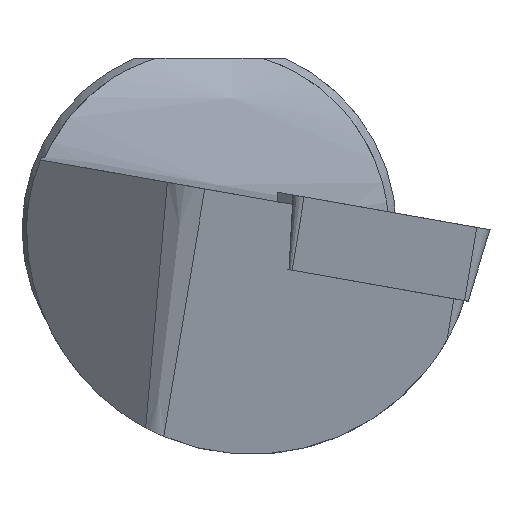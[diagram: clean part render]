
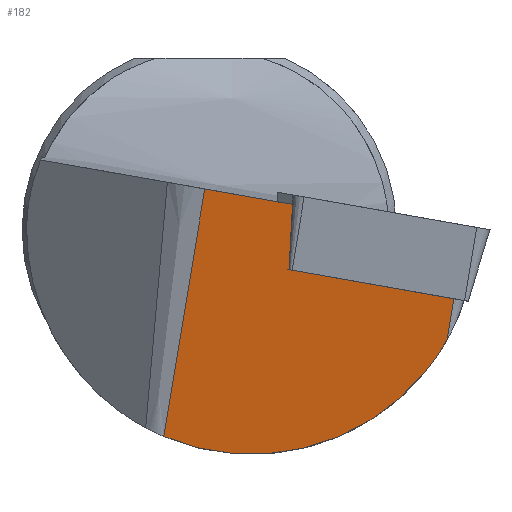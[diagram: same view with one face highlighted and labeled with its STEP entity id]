
A CAD part, left-side view. The second image highlights one B-rep face of the part: STEP entity #182.
In plain terms, the highlighted planar face has unit normal (-0.989, 0.105, -0.105).
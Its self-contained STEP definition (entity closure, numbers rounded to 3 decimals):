
#59=ELLIPSE('',#705,7.281,7.2);
#161=PLANE('',#706);
#182=ADVANCED_FACE('',(#224),#161,.T.);
#224=FACE_OUTER_BOUND('',#256,.T.);
#256=EDGE_LOOP('',(#416,#417,#418,#419,#420,#421));
#299=LINE('',#970,#340);
#300=LINE('',#973,#341);
#301=LINE('',#975,#342);
#302=LINE('',#979,#343);
#303=LINE('',#981,#344);
#340=VECTOR('',#803,1.);
#341=VECTOR('',#804,1.);
#342=VECTOR('',#805,1.);
#343=VECTOR('',#808,1.);
#344=VECTOR('',#809,1.);
#416=ORIENTED_EDGE('',*,*,#613,.F.);
#417=ORIENTED_EDGE('',*,*,#614,.F.);
#418=ORIENTED_EDGE('',*,*,#615,.T.);
#419=ORIENTED_EDGE('',*,*,#616,.T.);
#420=ORIENTED_EDGE('',*,*,#617,.F.);
#421=ORIENTED_EDGE('',*,*,#618,.F.);
#550=VERTEX_POINT('',#971);
#551=VERTEX_POINT('',#972);
#552=VERTEX_POINT('',#974);
#553=VERTEX_POINT('',#976);
#554=VERTEX_POINT('',#978);
#555=VERTEX_POINT('',#980);
#613=EDGE_CURVE('',#550,#551,#299,.T.);
#614=EDGE_CURVE('',#552,#550,#300,.T.);
#615=EDGE_CURVE('',#552,#553,#301,.T.);
#616=EDGE_CURVE('',#553,#554,#59,.T.);
#617=EDGE_CURVE('',#555,#554,#302,.T.);
#618=EDGE_CURVE('',#551,#555,#303,.T.);
#705=AXIS2_PLACEMENT_3D('',#977,#806,#807);
#706=AXIS2_PLACEMENT_3D('',#982,#810,#811);
#803=DIRECTION('',(0.112,0.061,-0.992));
#804=DIRECTION('',(-0.086,-0.981,-0.173));
#805=DIRECTION('',(0.121,0.162,-0.979));
#806=DIRECTION('',(-0.989,0.105,-0.105));
#807=DIRECTION('',(0.149,0.698,-0.7));
#808=DIRECTION('',(0.121,0.162,-0.979));
#809=DIRECTION('',(-0.086,-0.981,-0.173));
#810=DIRECTION('',(-0.989,0.105,-0.105));
#811=DIRECTION('',(-0.106,0.,0.994));
#970=CARTESIAN_POINT('',(0.679,-2.669,0.539));
#971=CARTESIAN_POINT('',(0.649,-2.686,0.806));
#972=CARTESIAN_POINT('',(0.885,-2.557,-1.284));
#973=CARTESIAN_POINT('',(0.168,-8.181,-0.163));
#974=CARTESIAN_POINT('',(0.896,0.141,1.304));
#975=CARTESIAN_POINT('',(0.859,0.092,1.6));
#976=CARTESIAN_POINT('',(1.88,1.455,-6.631));
#977=CARTESIAN_POINT('',(0.876,-1.35,0.));
#978=CARTESIAN_POINT('',(0.586,-7.623,-3.534));
#979=CARTESIAN_POINT('',(0.132,-8.23,0.133));
#980=CARTESIAN_POINT('',(0.423,-7.841,-2.215));
#981=CARTESIAN_POINT('',(0.423,-7.841,-2.215));
#982=CARTESIAN_POINT('',(0.132,-8.23,0.133));
